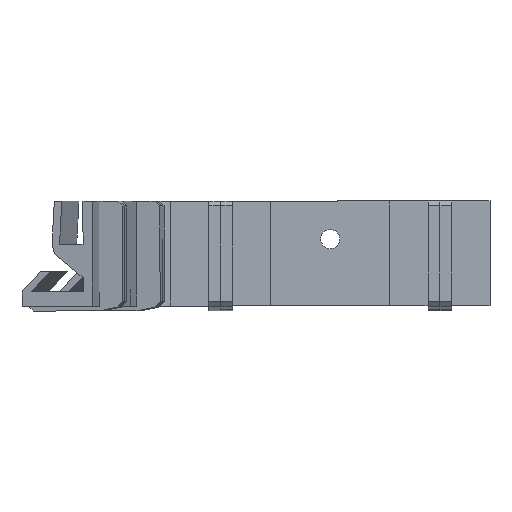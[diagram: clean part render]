
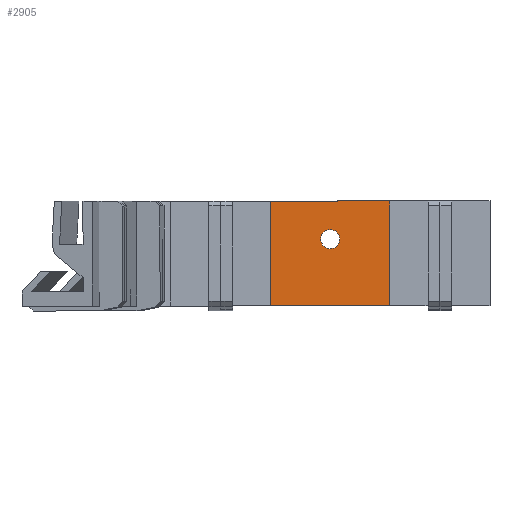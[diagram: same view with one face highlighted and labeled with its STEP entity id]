
A CAD part, front view. The second image highlights one B-rep face of the part: STEP entity #2905.
In plain terms, the highlighted planar face has unit normal (0.001, -1, 0).
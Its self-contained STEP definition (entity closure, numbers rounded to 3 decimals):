
#2905 = ADVANCED_FACE('',(#2906,#3025),#2920,.F.);
#2906 = FACE_BOUND('',#2907,.F.);
#2907 = EDGE_LOOP('',(#2908,#2943,#2971,#2999));
#2908 = ORIENTED_EDGE('',*,*,#2909,.F.);
#2909 = EDGE_CURVE('',#2910,#2912,#2914,.T.);
#2910 = VERTEX_POINT('',#2911);
#2911 = CARTESIAN_POINT('',(-12.5,0.,0.));
#2912 = VERTEX_POINT('',#2913);
#2913 = CARTESIAN_POINT('',(12.5,0.,0.));
#2914 = SURFACE_CURVE('',#2915,(#2919,#2931),.PCURVE_S1.);
#2915 = LINE('',#2916,#2917);
#2916 = CARTESIAN_POINT('',(-12.5,0.,0.));
#2917 = VECTOR('',#2918,1.);
#2918 = DIRECTION('',(1.,0.,0.));
#2919 = PCURVE('',#2920,#2925);
#2920 = PLANE('',#2921);
#2921 = AXIS2_PLACEMENT_3D('',#2922,#2923,#2924);
#2922 = CARTESIAN_POINT('',(0.,0.,0.));
#2923 = DIRECTION('',(0.,1.,-0.));
#2924 = DIRECTION('',(0.,0.,1.));
#2925 = DEFINITIONAL_REPRESENTATION('',(#2926),#2930);
#2926 = LINE('',#2927,#2928);
#2927 = CARTESIAN_POINT('',(0.,-12.5));
#2928 = VECTOR('',#2929,1.);
#2929 = DIRECTION('',(0.,1.));
#2930 = ( GEOMETRIC_REPRESENTATION_CONTEXT(2) 
PARAMETRIC_REPRESENTATION_CONTEXT() REPRESENTATION_CONTEXT('2D SPACE',''
  ) );
#2931 = PCURVE('',#2932,#2937);
#2932 = PLANE('',#2933);
#2933 = AXIS2_PLACEMENT_3D('',#2934,#2935,#2936);
#2934 = CARTESIAN_POINT('',(0.,15.,0.));
#2935 = DIRECTION('',(0.,0.,1.));
#2936 = DIRECTION('',(0.,-1.,0.));
#2937 = DEFINITIONAL_REPRESENTATION('',(#2938),#2942);
#2938 = LINE('',#2939,#2940);
#2939 = CARTESIAN_POINT('',(15.,-12.5));
#2940 = VECTOR('',#2941,1.);
#2941 = DIRECTION('',(0.,1.));
#2942 = ( GEOMETRIC_REPRESENTATION_CONTEXT(2) 
PARAMETRIC_REPRESENTATION_CONTEXT() REPRESENTATION_CONTEXT('2D SPACE',''
  ) );
#2943 = ORIENTED_EDGE('',*,*,#2944,.T.);
#2944 = EDGE_CURVE('',#2910,#2945,#2947,.T.);
#2945 = VERTEX_POINT('',#2946);
#2946 = CARTESIAN_POINT('',(-12.5,0.,22.));
#2947 = SURFACE_CURVE('',#2948,(#2952,#2959),.PCURVE_S1.);
#2948 = LINE('',#2949,#2950);
#2949 = CARTESIAN_POINT('',(-12.5,0.,0.));
#2950 = VECTOR('',#2951,1.);
#2951 = DIRECTION('',(0.,0.,1.));
#2952 = PCURVE('',#2920,#2953);
#2953 = DEFINITIONAL_REPRESENTATION('',(#2954),#2958);
#2954 = LINE('',#2955,#2956);
#2955 = CARTESIAN_POINT('',(0.,-12.5));
#2956 = VECTOR('',#2957,1.);
#2957 = DIRECTION('',(1.,0.));
#2958 = ( GEOMETRIC_REPRESENTATION_CONTEXT(2) 
PARAMETRIC_REPRESENTATION_CONTEXT() REPRESENTATION_CONTEXT('2D SPACE',''
  ) );
#2959 = PCURVE('',#2960,#2965);
#2960 = PLANE('',#2961);
#2961 = AXIS2_PLACEMENT_3D('',#2962,#2963,#2964);
#2962 = CARTESIAN_POINT('',(-12.5,4.162,7.662));
#2963 = DIRECTION('',(-1.,0.,0.));
#2964 = DIRECTION('',(0.,0.,1.));
#2965 = DEFINITIONAL_REPRESENTATION('',(#2966),#2970);
#2966 = LINE('',#2967,#2968);
#2967 = CARTESIAN_POINT('',(-7.662,-4.162));
#2968 = VECTOR('',#2969,1.);
#2969 = DIRECTION('',(1.,0.));
#2970 = ( GEOMETRIC_REPRESENTATION_CONTEXT(2) 
PARAMETRIC_REPRESENTATION_CONTEXT() REPRESENTATION_CONTEXT('2D SPACE',''
  ) );
#2971 = ORIENTED_EDGE('',*,*,#2972,.F.);
#2972 = EDGE_CURVE('',#2973,#2945,#2975,.T.);
#2973 = VERTEX_POINT('',#2974);
#2974 = CARTESIAN_POINT('',(12.5,0.,22.));
#2975 = SURFACE_CURVE('',#2976,(#2980,#2987),.PCURVE_S1.);
#2976 = LINE('',#2977,#2978);
#2977 = CARTESIAN_POINT('',(12.5,0.,22.));
#2978 = VECTOR('',#2979,1.);
#2979 = DIRECTION('',(-1.,0.,0.));
#2980 = PCURVE('',#2920,#2981);
#2981 = DEFINITIONAL_REPRESENTATION('',(#2982),#2986);
#2982 = LINE('',#2983,#2984);
#2983 = CARTESIAN_POINT('',(22.,12.5));
#2984 = VECTOR('',#2985,1.);
#2985 = DIRECTION('',(0.,-1.));
#2986 = ( GEOMETRIC_REPRESENTATION_CONTEXT(2) 
PARAMETRIC_REPRESENTATION_CONTEXT() REPRESENTATION_CONTEXT('2D SPACE',''
  ) );
#2987 = PCURVE('',#2988,#2993);
#2988 = PLANE('',#2989);
#2989 = AXIS2_PLACEMENT_3D('',#2990,#2991,#2992);
#2990 = CARTESIAN_POINT('',(0.,0.,22.));
#2991 = DIRECTION('',(0.,0.,-1.));
#2992 = DIRECTION('',(0.,1.,0.));
#2993 = DEFINITIONAL_REPRESENTATION('',(#2994),#2998);
#2994 = LINE('',#2995,#2996);
#2995 = CARTESIAN_POINT('',(0.,12.5));
#2996 = VECTOR('',#2997,1.);
#2997 = DIRECTION('',(0.,-1.));
#2998 = ( GEOMETRIC_REPRESENTATION_CONTEXT(2) 
PARAMETRIC_REPRESENTATION_CONTEXT() REPRESENTATION_CONTEXT('2D SPACE',''
  ) );
#2999 = ORIENTED_EDGE('',*,*,#3000,.F.);
#3000 = EDGE_CURVE('',#2912,#2973,#3001,.T.);
#3001 = SURFACE_CURVE('',#3002,(#3006,#3013),.PCURVE_S1.);
#3002 = LINE('',#3003,#3004);
#3003 = CARTESIAN_POINT('',(12.5,0.,0.));
#3004 = VECTOR('',#3005,1.);
#3005 = DIRECTION('',(0.,0.,1.));
#3006 = PCURVE('',#2920,#3007);
#3007 = DEFINITIONAL_REPRESENTATION('',(#3008),#3012);
#3008 = LINE('',#3009,#3010);
#3009 = CARTESIAN_POINT('',(0.,12.5));
#3010 = VECTOR('',#3011,1.);
#3011 = DIRECTION('',(1.,0.));
#3012 = ( GEOMETRIC_REPRESENTATION_CONTEXT(2) 
PARAMETRIC_REPRESENTATION_CONTEXT() REPRESENTATION_CONTEXT('2D SPACE',''
  ) );
#3013 = PCURVE('',#3014,#3019);
#3014 = PLANE('',#3015);
#3015 = AXIS2_PLACEMENT_3D('',#3016,#3017,#3018);
#3016 = CARTESIAN_POINT('',(12.5,4.162,7.662));
#3017 = DIRECTION('',(-1.,0.,0.));
#3018 = DIRECTION('',(0.,0.,1.));
#3019 = DEFINITIONAL_REPRESENTATION('',(#3020),#3024);
#3020 = LINE('',#3021,#3022);
#3021 = CARTESIAN_POINT('',(-7.662,-4.162));
#3022 = VECTOR('',#3023,1.);
#3023 = DIRECTION('',(1.,0.));
#3024 = ( GEOMETRIC_REPRESENTATION_CONTEXT(2) 
PARAMETRIC_REPRESENTATION_CONTEXT() REPRESENTATION_CONTEXT('2D SPACE',''
  ) );
#3025 = FACE_BOUND('',#3026,.F.);
#3026 = EDGE_LOOP('',(#3027));
#3027 = ORIENTED_EDGE('',*,*,#3028,.T.);
#3028 = EDGE_CURVE('',#3029,#3029,#3031,.T.);
#3029 = VERTEX_POINT('',#3030);
#3030 = CARTESIAN_POINT('',(2.,0.,14.));
#3031 = SURFACE_CURVE('',#3032,(#3037,#3048),.PCURVE_S1.);
#3032 = CIRCLE('',#3033,2.);
#3033 = AXIS2_PLACEMENT_3D('',#3034,#3035,#3036);
#3034 = CARTESIAN_POINT('',(0.,0.,14.));
#3035 = DIRECTION('',(0.,-1.,0.));
#3036 = DIRECTION('',(1.,0.,0.));
#3037 = PCURVE('',#2920,#3038);
#3038 = DEFINITIONAL_REPRESENTATION('',(#3039),#3047);
#3039 = ( BOUNDED_CURVE() B_SPLINE_CURVE(2,(#3040,#3041,#3042,#3043,
#3044,#3045,#3046),.UNSPECIFIED.,.T.,.F.) B_SPLINE_CURVE_WITH_KNOTS((1,2
    ,2,2,2,1),(-2.094,0.,2.094,4.189,
6.283,8.378),.UNSPECIFIED.) CURVE() 
GEOMETRIC_REPRESENTATION_ITEM() RATIONAL_B_SPLINE_CURVE((1.,0.5,1.,0.5,
1.,0.5,1.)) REPRESENTATION_ITEM('') );
#3040 = CARTESIAN_POINT('',(14.,2.));
#3041 = CARTESIAN_POINT('',(17.464,2.));
#3042 = CARTESIAN_POINT('',(15.732,-1.));
#3043 = CARTESIAN_POINT('',(14.,-4.));
#3044 = CARTESIAN_POINT('',(12.268,-1.));
#3045 = CARTESIAN_POINT('',(10.536,2.));
#3046 = CARTESIAN_POINT('',(14.,2.));
#3047 = ( GEOMETRIC_REPRESENTATION_CONTEXT(2) 
PARAMETRIC_REPRESENTATION_CONTEXT() REPRESENTATION_CONTEXT('2D SPACE',''
  ) );
#3048 = PCURVE('',#3049,#3054);
#3049 = CYLINDRICAL_SURFACE('',#3050,2.);
#3050 = AXIS2_PLACEMENT_3D('',#3051,#3052,#3053);
#3051 = CARTESIAN_POINT('',(0.,2.,14.));
#3052 = DIRECTION('',(0.,-1.,0.));
#3053 = DIRECTION('',(1.,0.,0.));
#3054 = DEFINITIONAL_REPRESENTATION('',(#3055),#3059);
#3055 = LINE('',#3056,#3057);
#3056 = CARTESIAN_POINT('',(0.,2.));
#3057 = VECTOR('',#3058,1.);
#3058 = DIRECTION('',(1.,0.));
#3059 = ( GEOMETRIC_REPRESENTATION_CONTEXT(2) 
PARAMETRIC_REPRESENTATION_CONTEXT() REPRESENTATION_CONTEXT('2D SPACE',''
  ) );
